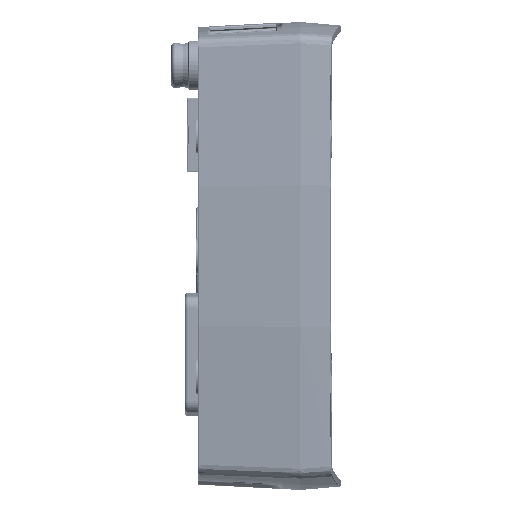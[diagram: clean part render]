
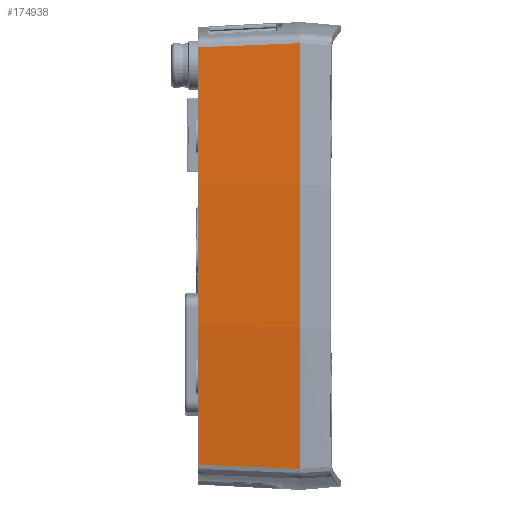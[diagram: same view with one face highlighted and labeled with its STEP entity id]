
A CAD part, front view. The second image highlights one B-rep face of the part: STEP entity #174938.
In plain terms, the highlighted conical face has half-angle 3 degrees and reference radius 549.217 mm.
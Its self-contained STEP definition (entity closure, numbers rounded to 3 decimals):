
#151964=CARTESIAN_POINT('',(54.821,22.965,
47.751));
#154381=CARTESIAN_POINT('',(53.704,0.19,
-46.814));
#154406=CARTESIAN_POINT('',(-492.916,22.965,
0.));
#154407=DIRECTION('',(0.,-1.,0.));
#154408=DIRECTION('',(0.996,0.,-0.087));
#154409=AXIS2_PLACEMENT_3D('',#154406,#154407,#154408);
#154414=CARTESIAN_POINT('',(54.821,22.965,
-47.751));
#154415=CARTESIAN_POINT('',(54.736,21.233,
-47.68));
#154416=CARTESIAN_POINT('',(54.563,17.701,
-47.535));
#154417=CARTESIAN_POINT('',(54.295,12.237,
-47.311));
#154418=CARTESIAN_POINT('',(54.012,6.483,
-47.074));
#154419=CARTESIAN_POINT('',(53.809,2.333,
-46.902));
#154420=CARTESIAN_POINT('',(53.704,0.19,
-46.814));
#154425=CARTESIAN_POINT('',(-492.916,0.19,
0.));
#154426=DIRECTION('',(0.,-1.,0.));
#154427=DIRECTION('',(0.996,0.,-0.085));
#154428=AXIS2_PLACEMENT_3D('',#154425,#154426,#154427);
#154433=CARTESIAN_POINT('',(54.821,22.965,
47.751));
#154434=CARTESIAN_POINT('',(54.736,21.233,
47.68));
#154435=CARTESIAN_POINT('',(54.563,17.701,
47.535));
#154436=CARTESIAN_POINT('',(54.295,12.237,
47.311));
#154437=CARTESIAN_POINT('',(54.012,6.483,
47.074));
#154438=CARTESIAN_POINT('',(53.809,2.333,
46.902));
#154439=CARTESIAN_POINT('',(53.704,0.19,
46.814));
#159675=VERTEX_POINT('',#154381);
#159678=CARTESIAN_POINT('',(53.704,0.19,
46.814));
#159679=VERTEX_POINT('',#159678);
#160225=VERTEX_POINT('',#151964);
#160227=CARTESIAN_POINT('',(54.821,22.965,
-47.751));
#160228=VERTEX_POINT('',#160227);
#174927=CARTESIAN_POINT('',(-492.916,11.577,
0.));
#174928=DIRECTION('',(0.,1.,0.));
#174929=DIRECTION('',(0.,0.,-1.));
#174930=AXIS2_PLACEMENT_3D('',#174927,#174928,#174929);
#174931=CONICAL_SURFACE('',#174930,549.217,3.);
#174932=ORIENTED_EDGE('',*,*,#174918,.F.);
#174933=ORIENTED_EDGE('',*,*,#174866,.T.);
#174934=ORIENTED_EDGE('',*,*,#171275,.T.);
#174935=ORIENTED_EDGE('',*,*,#171399,.F.);
#174936=EDGE_LOOP('',(#174932,#174933,#174934,#174935));
#174937=FACE_OUTER_BOUND('',#174936,.F.);
#174938=ADVANCED_FACE('',(#174937),#174931,.T.);
#154410=CIRCLE('',#154409,549.814);
#154421=B_SPLINE_CURVE_WITH_KNOTS('',3,(#154414,#154415,#154416,#154417,#154418,
#154419,#154420),.UNSPECIFIED.,.F.,.F.,(4,1,1,1,4),(0.,0.25,0.5,0.75,
1.),.UNSPECIFIED.);
#154429=CIRCLE('',#154428,548.62);
#154440=B_SPLINE_CURVE_WITH_KNOTS('',3,(#154433,#154434,#154435,#154436,#154437,
#154438,#154439),.UNSPECIFIED.,.F.,.F.,(4,1,1,1,4),(0.,0.25,0.5,0.75,
1.),.UNSPECIFIED.);
#171275=EDGE_CURVE('',#159675,#159679,#154429,.T.);
#171399=EDGE_CURVE('',#160225,#159679,#154440,.T.);
#174866=EDGE_CURVE('',#160228,#159675,#154421,.T.);
#174918=EDGE_CURVE('',#160228,#160225,#154410,.T.);
